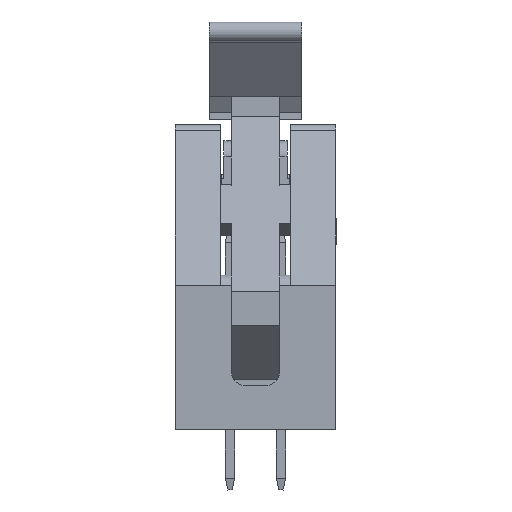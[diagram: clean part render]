
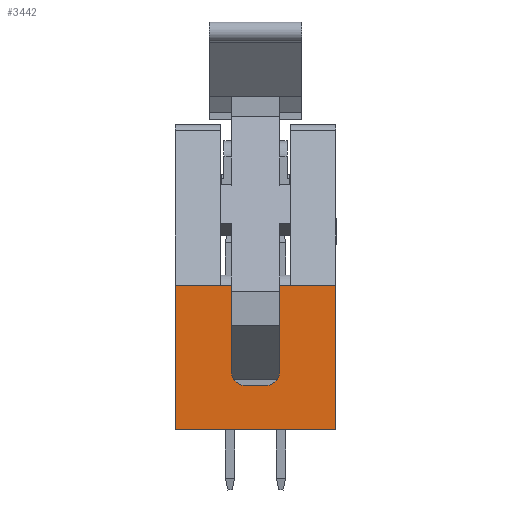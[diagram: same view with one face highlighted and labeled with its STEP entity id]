
A CAD part, left-side view. The second image highlights one B-rep face of the part: STEP entity #3442.
In plain terms, the highlighted planar face has unit normal (-1, 0, 0).
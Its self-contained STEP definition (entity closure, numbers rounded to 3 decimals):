
#2648=CARTESIAN_POINT('',(-17.475,4.,-7.6));
#2649=VERTEX_POINT('',#2648);
#2656=CARTESIAN_POINT('',(-17.475,4.,-0.4));
#2657=VERTEX_POINT('',#2656);
#2658=CARTESIAN_POINT('',(-17.475,4.,-7.6));
#2659=DIRECTION('',(0.,0.,1.));
#2660=VECTOR('',#2659,7.2);
#2661=LINE('',#2658,#2660);
#2662=EDGE_CURVE('',#2649,#2657,#2661,.T.);
#2795=CARTESIAN_POINT('',(-17.475,-4.,-7.6));
#2796=VERTEX_POINT('',#2795);
#2982=CARTESIAN_POINT('',(-17.475,-4.,-0.4));
#2983=VERTEX_POINT('',#2982);
#2990=CARTESIAN_POINT('',(-17.475,-4.,-0.4));
#2991=DIRECTION('',(0.,0.,-1.));
#2992=VECTOR('',#2991,7.2);
#2993=LINE('',#2990,#2992);
#2994=EDGE_CURVE('',#2983,#2796,#2993,.T.);
#3348=CARTESIAN_POINT('',(-17.475,-4.,-7.6));
#3349=DIRECTION('',(0.,1.,0.));
#3350=VECTOR('',#3349,8.);
#3351=LINE('',#3348,#3350);
#3352=EDGE_CURVE('',#2796,#2649,#3351,.T.);
#3360=CARTESIAN_POINT('',(-17.475,0.,0.));
#3361=DIRECTION('',(0.,-1.,0.));
#3362=DIRECTION('',(-1.,0.,0.));
#3363=AXIS2_PLACEMENT_3D('',#3360,#3362,#3361);
#3364=PLANE('',#3363);
#3365=ORIENTED_EDGE('',*,*,#3352,.F.);
#3366=ORIENTED_EDGE('',*,*,#2994,.F.);
#3367=CARTESIAN_POINT('',(-17.475,-1.75,-0.4));
#3368=VERTEX_POINT('',#3367);
#3369=CARTESIAN_POINT('',(-17.475,-4.,-0.4));
#3370=DIRECTION('',(0.,1.,0.));
#3371=VECTOR('',#3370,2.25);
#3372=LINE('',#3369,#3371);
#3373=EDGE_CURVE('',#2983,#3368,#3372,.T.);
#3374=ORIENTED_EDGE('',*,*,#3373,.T.);
#3375=CARTESIAN_POINT('',(-17.475,-1.2,-0.4));
#3376=VERTEX_POINT('',#3375);
#3377=CARTESIAN_POINT('',(-17.475,-1.75,-0.4));
#3378=DIRECTION('',(0.,1.,0.));
#3379=VECTOR('',#3378,0.55);
#3380=LINE('',#3377,#3379);
#3381=EDGE_CURVE('',#3368,#3376,#3380,.T.);
#3382=ORIENTED_EDGE('',*,*,#3381,.T.);
#3383=CARTESIAN_POINT('',(-17.475,-1.2,-4.7));
#3384=VERTEX_POINT('',#3383);
#3385=CARTESIAN_POINT('',(-17.475,-1.2,-0.4));
#3386=DIRECTION('',(0.,0.,-1.));
#3387=VECTOR('',#3386,4.3);
#3388=LINE('',#3385,#3387);
#3389=EDGE_CURVE('',#3376,#3384,#3388,.T.);
#3390=ORIENTED_EDGE('',*,*,#3389,.T.);
#3391=CARTESIAN_POINT('',(-17.475,-0.5,-5.4));
#3392=VERTEX_POINT('',#3391);
#3393=CARTESIAN_POINT('',(-17.475,-0.5,-4.7));
#3394=DIRECTION('',(0.,-1.,0.));
#3395=DIRECTION('',(1.,-0.,0.));
#3396=AXIS2_PLACEMENT_3D('',#3393,#3395,#3394);
#3397=CIRCLE('',#3396,0.7);
#3398=EDGE_CURVE('',#3384,#3392,#3397,.T.);
#3399=ORIENTED_EDGE('',*,*,#3398,.T.);
#3400=CARTESIAN_POINT('',(-17.475,0.5,-5.4));
#3401=VERTEX_POINT('',#3400);
#3402=CARTESIAN_POINT('',(-17.475,-0.5,-5.4));
#3403=DIRECTION('',(0.,1.,0.));
#3404=VECTOR('',#3403,1.);
#3405=LINE('',#3402,#3404);
#3406=EDGE_CURVE('',#3392,#3401,#3405,.T.);
#3407=ORIENTED_EDGE('',*,*,#3406,.T.);
#3408=CARTESIAN_POINT('',(-17.475,1.2,-4.7));
#3409=VERTEX_POINT('',#3408);
#3410=CARTESIAN_POINT('',(-17.475,0.5,-4.7));
#3411=DIRECTION('',(0.,0.,-1.));
#3412=DIRECTION('',(1.,0.,0.));
#3413=AXIS2_PLACEMENT_3D('',#3410,#3412,#3411);
#3414=CIRCLE('',#3413,0.7);
#3415=EDGE_CURVE('',#3401,#3409,#3414,.T.);
#3416=ORIENTED_EDGE('',*,*,#3415,.T.);
#3417=CARTESIAN_POINT('',(-17.475,1.2,-0.4));
#3418=VERTEX_POINT('',#3417);
#3419=CARTESIAN_POINT('',(-17.475,1.2,-4.7));
#3420=DIRECTION('',(0.,0.,1.));
#3421=VECTOR('',#3420,4.3);
#3422=LINE('',#3419,#3421);
#3423=EDGE_CURVE('',#3409,#3418,#3422,.T.);
#3424=ORIENTED_EDGE('',*,*,#3423,.T.);
#3425=CARTESIAN_POINT('',(-17.475,1.75,-0.4));
#3426=VERTEX_POINT('',#3425);
#3427=CARTESIAN_POINT('',(-17.475,1.2,-0.4));
#3428=DIRECTION('',(0.,1.,0.));
#3429=VECTOR('',#3428,0.55);
#3430=LINE('',#3427,#3429);
#3431=EDGE_CURVE('',#3418,#3426,#3430,.T.);
#3432=ORIENTED_EDGE('',*,*,#3431,.T.);
#3433=CARTESIAN_POINT('',(-17.475,1.75,-0.4));
#3434=DIRECTION('',(0.,1.,0.));
#3435=VECTOR('',#3434,2.25);
#3436=LINE('',#3433,#3435);
#3437=EDGE_CURVE('',#3426,#2657,#3436,.T.);
#3438=ORIENTED_EDGE('',*,*,#3437,.T.);
#3439=ORIENTED_EDGE('',*,*,#2662,.F.);
#3440=EDGE_LOOP('',(#3365,#3366,#3374,#3382,#3390,#3399,#3407,#3416,#3424,#3432,#3438,#3439));
#3441=FACE_OUTER_BOUND('',#3440,.T.);
#3442=ADVANCED_FACE('',(#3441),#3364,.T.);
